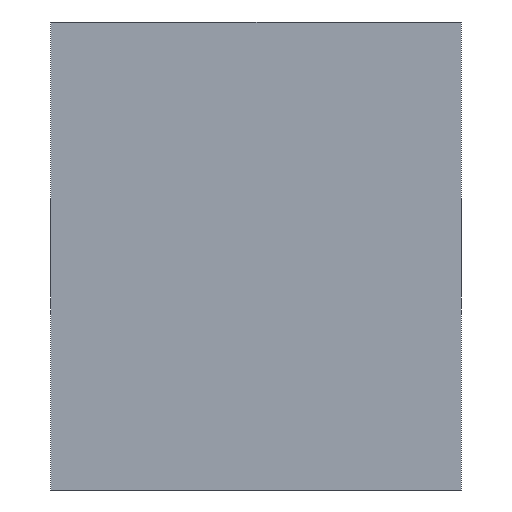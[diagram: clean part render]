
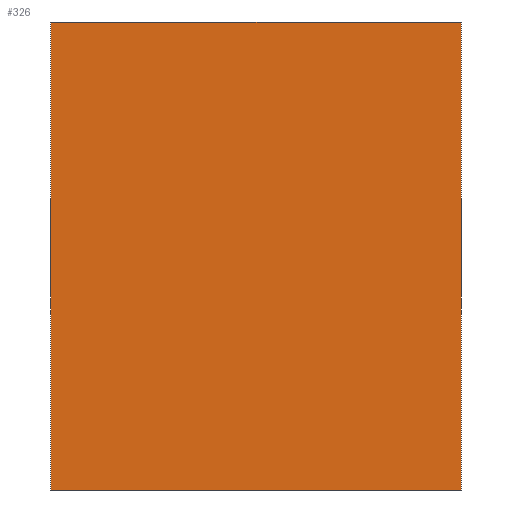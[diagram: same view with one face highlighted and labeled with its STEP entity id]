
A CAD part, left-side view. The second image highlights one B-rep face of the part: STEP entity #326.
In plain terms, the highlighted planar face has unit normal (-1, 0, 0).
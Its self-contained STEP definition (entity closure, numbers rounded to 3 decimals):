
#26 = CARTESIAN_POINT ( 'NONE',  ( -105., 25., 28.5 ) ) ;
#28 = VECTOR ( 'NONE', #141, 1000. ) ;
#57 = ORIENTED_EDGE ( 'NONE', *, *, #169, .F. ) ;
#73 = LINE ( 'NONE', #26, #382 ) ;
#91 = VERTEX_POINT ( 'NONE', #374 ) ;
#109 = CARTESIAN_POINT ( 'NONE',  ( -105., -25., 28.5 ) ) ;
#125 = EDGE_LOOP ( 'NONE', ( #57, #325, #309, #210 ) ) ;
#130 = EDGE_CURVE ( 'NONE', #331, #334, #73, .T. ) ;
#133 = LINE ( 'NONE', #176, #272 ) ;
#140 = DIRECTION ( 'NONE',  ( 0., 1., 0. ) ) ;
#141 = DIRECTION ( 'NONE',  ( 0., -1., 0. ) ) ;
#166 = DIRECTION ( 'NONE',  ( 0., 0., -1. ) ) ;
#169 = EDGE_CURVE ( 'NONE', #372, #331, #133, .T. ) ;
#175 = EDGE_CURVE ( 'NONE', #91, #372, #352, .T. ) ;
#176 = CARTESIAN_POINT ( 'NONE',  ( -105., -25., -28.5 ) ) ;
#180 = VECTOR ( 'NONE', #166, 1000. ) ;
#189 = CARTESIAN_POINT ( 'NONE',  ( -105., 25., 28.5 ) ) ;
#199 = CARTESIAN_POINT ( 'NONE',  ( -105., -25., 28.5 ) ) ;
#210 = ORIENTED_EDGE ( 'NONE', *, *, #130, .F. ) ;
#215 = FACE_OUTER_BOUND ( 'NONE', #125, .T. ) ;
#226 = EDGE_CURVE ( 'NONE', #334, #91, #295, .T. ) ;
#272 = VECTOR ( 'NONE', #140, 1000. ) ;
#278 = CARTESIAN_POINT ( 'NONE',  ( -105., -25., -28.5 ) ) ;
#281 = DIRECTION ( 'NONE',  ( -1., 0., 0. ) ) ;
#283 = CARTESIAN_POINT ( 'NONE',  ( -105., 0., 0. ) ) ;
#295 = LINE ( 'NONE', #199, #28 ) ;
#309 = ORIENTED_EDGE ( 'NONE', *, *, #226, .F. ) ;
#312 = PLANE ( 'NONE',  #360 ) ;
#316 = DIRECTION ( 'NONE',  ( 0., 0., 1. ) ) ;
#325 = ORIENTED_EDGE ( 'NONE', *, *, #175, .F. ) ;
#326 = ADVANCED_FACE ( 'NONE', ( #215 ), #312, .T. ) ;
#331 = VERTEX_POINT ( 'NONE', #363 ) ;
#334 = VERTEX_POINT ( 'NONE', #189 ) ;
#352 = LINE ( 'NONE', #109, #180 ) ;
#359 = DIRECTION ( 'NONE',  ( 0., 0., 1. ) ) ;
#360 = AXIS2_PLACEMENT_3D ( 'NONE', #283, #281, #359 ) ;
#363 = CARTESIAN_POINT ( 'NONE',  ( -105., 25., -28.5 ) ) ;
#372 = VERTEX_POINT ( 'NONE', #278 ) ;
#374 = CARTESIAN_POINT ( 'NONE',  ( -105., -25., 28.5 ) ) ;
#382 = VECTOR ( 'NONE', #316, 1000. ) ;
